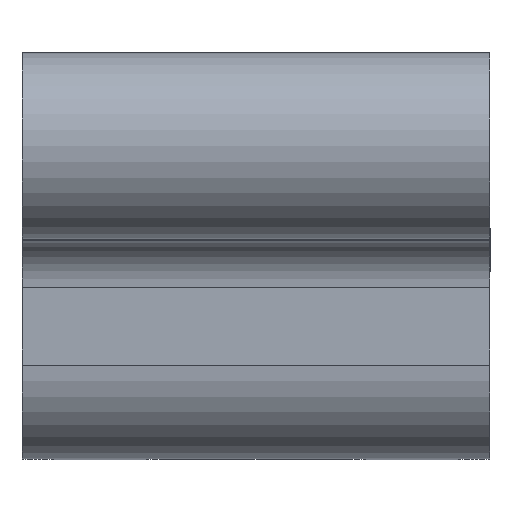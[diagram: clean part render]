
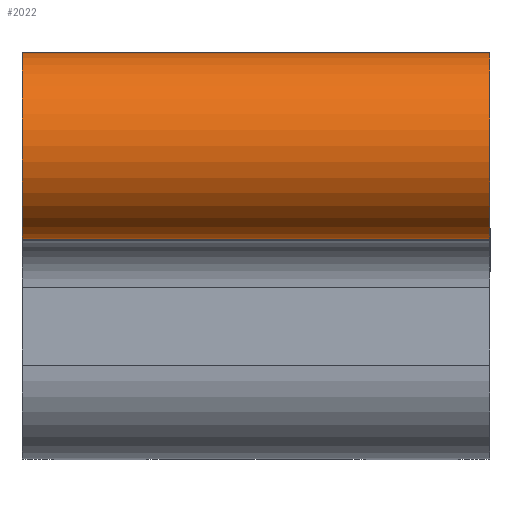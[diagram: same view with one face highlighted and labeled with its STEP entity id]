
A CAD part, top view. The second image highlights one B-rep face of the part: STEP entity #2022.
In plain terms, the highlighted cylindrical face has radius 1.2 mm (diameter 2.4 mm), a partial arc.
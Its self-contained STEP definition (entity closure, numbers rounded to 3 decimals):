
#31 = PLANE('',#32);
#32 = AXIS2_PLACEMENT_3D('',#33,#34,#35);
#33 = CARTESIAN_POINT('',(0.,0.,0.));
#34 = DIRECTION('',(0.,-1.,0.));
#35 = DIRECTION('',(0.,0.,1.));
#719 = VERTEX_POINT('',#720);
#720 = CARTESIAN_POINT('',(6.,0.,12.5));
#734 = PLANE('',#735);
#735 = AXIS2_PLACEMENT_3D('',#736,#737,#738);
#736 = CARTESIAN_POINT('',(6.,-2.098,5.608));
#737 = DIRECTION('',(1.,0.,0.));
#738 = DIRECTION('',(0.,0.,1.));
#746 = EDGE_CURVE('',#747,#719,#749,.T.);
#747 = VERTEX_POINT('',#748);
#748 = CARTESIAN_POINT('',(0.,0.,12.5)
  );
#749 = SURFACE_CURVE('',#750,(#754,#761),.PCURVE_S1.);
#750 = LINE('',#751,#752);
#751 = CARTESIAN_POINT('',(0.,0.,12.5)
  );
#752 = VECTOR('',#753,1.);
#753 = DIRECTION('',(1.,0.,0.));
#754 = PCURVE('',#31,#755);
#755 = DEFINITIONAL_REPRESENTATION('',(#756),#760);
#756 = LINE('',#757,#758);
#757 = CARTESIAN_POINT('',(12.5,0.));
#758 = VECTOR('',#759,1.);
#759 = DIRECTION('',(0.,-1.));
#760 = ( GEOMETRIC_REPRESENTATION_CONTEXT(2) 
PARAMETRIC_REPRESENTATION_CONTEXT() REPRESENTATION_CONTEXT('2D SPACE',''
  ) );
#761 = PCURVE('',#762,#767);
#762 = CYLINDRICAL_SURFACE('',#763,1.2);
#763 = AXIS2_PLACEMENT_3D('',#764,#765,#766);
#764 = CARTESIAN_POINT('',(0.,-1.2,12.5));
#765 = DIRECTION('',(-1.,0.,0.));
#766 = DIRECTION('',(0.,1.,0.));
#767 = DEFINITIONAL_REPRESENTATION('',(#768),#772);
#768 = LINE('',#769,#770);
#769 = CARTESIAN_POINT('',(0.,0.));
#770 = VECTOR('',#771,1.);
#771 = DIRECTION('',(-0.,-1.));
#772 = ( GEOMETRIC_REPRESENTATION_CONTEXT(2) 
PARAMETRIC_REPRESENTATION_CONTEXT() REPRESENTATION_CONTEXT('2D SPACE',''
  ) );
#790 = PLANE('',#791);
#791 = AXIS2_PLACEMENT_3D('',#792,#793,#794);
#792 = CARTESIAN_POINT('',(0.,-2.098,
    5.608));
#793 = DIRECTION('',(1.,0.,0.));
#794 = DIRECTION('',(0.,0.,1.));
#1639 = EDGE_CURVE('',#747,#1640,#1642,.T.);
#1640 = VERTEX_POINT('',#1641);
#1641 = CARTESIAN_POINT('',(0.,-2.4,12.5));
#1642 = SURFACE_CURVE('',#1643,(#1648,#1655),.PCURVE_S1.);
#1643 = CIRCLE('',#1644,1.2);
#1644 = AXIS2_PLACEMENT_3D('',#1645,#1646,#1647);
#1645 = CARTESIAN_POINT('',(0.,-1.2,12.5));
#1646 = DIRECTION('',(1.,0.,0.));
#1647 = DIRECTION('',(0.,1.,0.));
#1648 = PCURVE('',#790,#1649);
#1649 = DEFINITIONAL_REPRESENTATION('',(#1650),#1654);
#1650 = CIRCLE('',#1651,1.2);
#1651 = AXIS2_PLACEMENT_2D('',#1652,#1653);
#1652 = CARTESIAN_POINT('',(6.892,-0.898));
#1653 = DIRECTION('',(0.,-1.));
#1654 = ( GEOMETRIC_REPRESENTATION_CONTEXT(2) 
PARAMETRIC_REPRESENTATION_CONTEXT() REPRESENTATION_CONTEXT('2D SPACE',''
  ) );
#1655 = PCURVE('',#762,#1656);
#1656 = DEFINITIONAL_REPRESENTATION('',(#1657),#1661);
#1657 = LINE('',#1658,#1659);
#1658 = CARTESIAN_POINT('',(-0.,0.));
#1659 = VECTOR('',#1660,1.);
#1660 = DIRECTION('',(-1.,0.));
#1661 = ( GEOMETRIC_REPRESENTATION_CONTEXT(2) 
PARAMETRIC_REPRESENTATION_CONTEXT() REPRESENTATION_CONTEXT('2D SPACE',''
  ) );
#1679 = PLANE('',#1680);
#1680 = AXIS2_PLACEMENT_3D('',#1681,#1682,#1683);
#1681 = CARTESIAN_POINT('',(0.,-2.4,12.5));
#1682 = DIRECTION('',(0.,1.,0.));
#1683 = DIRECTION('',(0.,0.,-1.));
#2022 = ADVANCED_FACE('',(#2023),#762,.T.);
#2023 = FACE_BOUND('',#2024,.F.);
#2024 = EDGE_LOOP('',(#2025,#2026,#2050,#2071));
#2025 = ORIENTED_EDGE('',*,*,#746,.T.);
#2026 = ORIENTED_EDGE('',*,*,#2027,.T.);
#2027 = EDGE_CURVE('',#719,#2028,#2030,.T.);
#2028 = VERTEX_POINT('',#2029);
#2029 = CARTESIAN_POINT('',(6.,-2.4,12.5));
#2030 = SURFACE_CURVE('',#2031,(#2036,#2043),.PCURVE_S1.);
#2031 = CIRCLE('',#2032,1.2);
#2032 = AXIS2_PLACEMENT_3D('',#2033,#2034,#2035);
#2033 = CARTESIAN_POINT('',(6.,-1.2,12.5));
#2034 = DIRECTION('',(1.,0.,0.));
#2035 = DIRECTION('',(0.,1.,0.));
#2036 = PCURVE('',#762,#2037);
#2037 = DEFINITIONAL_REPRESENTATION('',(#2038),#2042);
#2038 = LINE('',#2039,#2040);
#2039 = CARTESIAN_POINT('',(-0.,-6.));
#2040 = VECTOR('',#2041,1.);
#2041 = DIRECTION('',(-1.,0.));
#2042 = ( GEOMETRIC_REPRESENTATION_CONTEXT(2) 
PARAMETRIC_REPRESENTATION_CONTEXT() REPRESENTATION_CONTEXT('2D SPACE',''
  ) );
#2043 = PCURVE('',#734,#2044);
#2044 = DEFINITIONAL_REPRESENTATION('',(#2045),#2049);
#2045 = CIRCLE('',#2046,1.2);
#2046 = AXIS2_PLACEMENT_2D('',#2047,#2048);
#2047 = CARTESIAN_POINT('',(6.892,-0.898));
#2048 = DIRECTION('',(0.,-1.));
#2049 = ( GEOMETRIC_REPRESENTATION_CONTEXT(2) 
PARAMETRIC_REPRESENTATION_CONTEXT() REPRESENTATION_CONTEXT('2D SPACE',''
  ) );
#2050 = ORIENTED_EDGE('',*,*,#2051,.F.);
#2051 = EDGE_CURVE('',#1640,#2028,#2052,.T.);
#2052 = SURFACE_CURVE('',#2053,(#2057,#2064),.PCURVE_S1.);
#2053 = LINE('',#2054,#2055);
#2054 = CARTESIAN_POINT('',(0.,-2.4,12.5));
#2055 = VECTOR('',#2056,1.);
#2056 = DIRECTION('',(1.,0.,0.));
#2057 = PCURVE('',#762,#2058);
#2058 = DEFINITIONAL_REPRESENTATION('',(#2059),#2063);
#2059 = LINE('',#2060,#2061);
#2060 = CARTESIAN_POINT('',(-3.142,0.));
#2061 = VECTOR('',#2062,1.);
#2062 = DIRECTION('',(-0.,-1.));
#2063 = ( GEOMETRIC_REPRESENTATION_CONTEXT(2) 
PARAMETRIC_REPRESENTATION_CONTEXT() REPRESENTATION_CONTEXT('2D SPACE',''
  ) );
#2064 = PCURVE('',#1679,#2065);
#2065 = DEFINITIONAL_REPRESENTATION('',(#2066),#2070);
#2066 = LINE('',#2067,#2068);
#2067 = CARTESIAN_POINT('',(0.,0.));
#2068 = VECTOR('',#2069,1.);
#2069 = DIRECTION('',(0.,-1.));
#2070 = ( GEOMETRIC_REPRESENTATION_CONTEXT(2) 
PARAMETRIC_REPRESENTATION_CONTEXT() REPRESENTATION_CONTEXT('2D SPACE',''
  ) );
#2071 = ORIENTED_EDGE('',*,*,#1639,.F.);
